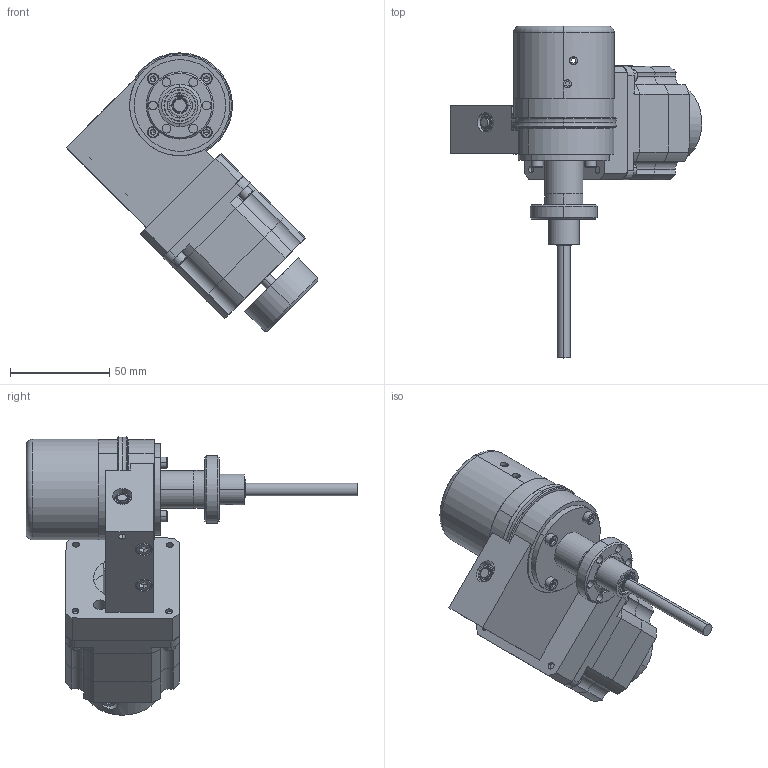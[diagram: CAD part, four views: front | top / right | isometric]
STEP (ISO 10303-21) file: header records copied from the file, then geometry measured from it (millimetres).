
FILE_DESCRIPTION (( 'STEP AP214' ), '1' );
FILE_NAME ('QN107769-01, FPRM-133-25_MS-W_CL.STEP', '2016-01-20T18:32:58', ( 'My Thermionics' ), ( '' ), 'SwSTEP 2.0', 'SolidWorks 2010', '' );
FILE_SCHEMA (( 'AUTOMOTIVE_DESIGN' ));
Length unit declared in the file: inch
Products named in the file (1): QN107769-01, FPRM-133-25_MS-W_CL
Bounding box: 126.47 x 166.88 x 139.94 mm (x, y, z)
Surface area: 74456.5 mm2 (no closed solid volume)
Topology: 0 solids, 58 shells, 452 faces, 1454 edges, 1006 vertices
Faces by surface type: cylinder 208, plane 160, cone 64, torus 20
Entity records: 22637 total; most frequent: CARTESIAN_POINT 3659, DIRECTION 3003, ORIENTED_EDGE 2248, EDGE_CURVE 1432, AXIS2_PLACEMENT_3D 1158, VERTEX_POINT 1006, CIRCLE 705, VECTOR 687
